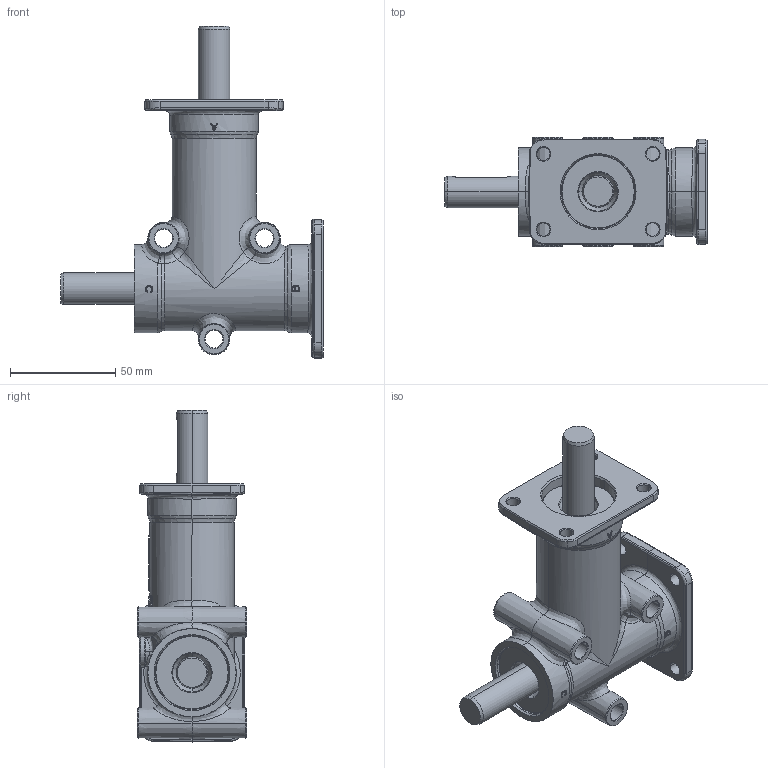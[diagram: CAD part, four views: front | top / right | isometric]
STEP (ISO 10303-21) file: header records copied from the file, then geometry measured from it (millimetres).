
FILE_DESCRIPTION(('STEP AP214'),'1');
FILE_NAME('_inox.stp','2017-07-06T14:16:08',('TraceParts'),('TraceParts S.A.'),'Spatial InterOp 3D',' ',' ');
FILE_SCHEMA(('automotive_design'));
Length unit declared in the file: millimetre
Products named in the file (2): dz_20fs2fac_–_inox_1; dz_20fs2fac_–_inox_2
Bounding box: 125 x 52 x 158 mm (x, y, z)
Volume: 246879.6 mm3; surface area: 47533.7 mm2
Topology: 2 solids, 2 shells, 1072 faces, 2827 edges, 1773 vertices
Faces by surface type: bspline 417, cylinder 282, plane 188, cone 96, torus 63, sphere 26
Entity records: 83433 total; most frequent: CARTESIAN_POINT 47049, ORIENTED_EDGE 5602, DIRECTION 3911, EDGE_CURVE 2801, PRESENTATION_STYLE_ASSIGNMENT 2111, COLOUR_RGB 2111, VERTEX_POINT 1773, AXIS2_PLACEMENT_3D 1572
